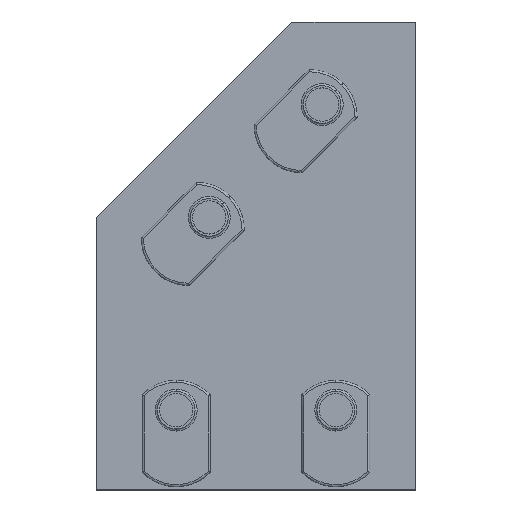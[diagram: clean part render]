
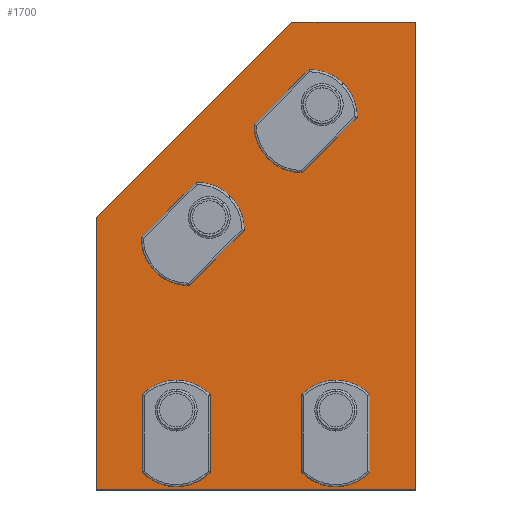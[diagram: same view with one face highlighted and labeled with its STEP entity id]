
A CAD part, top view. The second image highlights one B-rep face of the part: STEP entity #1700.
In plain terms, the highlighted planar face has unit normal (0, 0, 1).
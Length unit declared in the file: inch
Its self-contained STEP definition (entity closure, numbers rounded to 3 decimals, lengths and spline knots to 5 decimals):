
#9 = EDGE_CURVE ( 'NONE', #1899, #34, #170, .T. ) ;
#15 = EDGE_CURVE ( 'NONE', #650, #2090, #209, .T. ) ;
#26 = VERTEX_POINT ( 'NONE', #286 ) ;
#34 = VERTEX_POINT ( 'NONE', #325 ) ;
#37 = EDGE_LOOP ( 'NONE', ( #1959, #1862, #1352, #840, #364 ) ) ;
#51 = ORIENTED_EDGE ( 'NONE', *, *, #296, .F. ) ;
#76 = EDGE_CURVE ( 'NONE', #1912, #2073, #861, .T. ) ;
#94 = ORIENTED_EDGE ( 'NONE', *, *, #76, .F. ) ;
#117 = EDGE_LOOP ( 'NONE', ( #94, #51 ) ) ;
#162 = ORIENTED_EDGE ( 'NONE', *, *, #9, .F. ) ;
#170 = CIRCLE ( 'NONE', #171, 0.164 ) ;
#171 = AXIS2_PLACEMENT_3D ( 'NONE', #172, #173, #174 ) ;
#172 = CARTESIAN_POINT ( 'NONE',  ( 2.25, 0.75, 0.25 ) ) ;
#173 = DIRECTION ( 'NONE',  ( 0., 0., 1. ) ) ;
#174 = DIRECTION ( 'NONE',  ( 1., 0., 0. ) ) ;
#209 = LINE ( 'NONE', #210, #211 ) ;
#210 = CARTESIAN_POINT ( 'NONE',  ( 1.83712, 4.39812, 0.25 ) ) ;
#211 = VECTOR ( 'NONE', #213, 39.37008 ) ;
#213 = DIRECTION ( 'NONE',  ( -0.707, -0.707, 0. ) ) ;
#223 = CIRCLE ( 'NONE', #224, 0.164 ) ;
#224 = AXIS2_PLACEMENT_3D ( 'NONE', #225, #226, #227 ) ;
#225 = CARTESIAN_POINT ( 'NONE',  ( 0.75, 0.75, 0.25 ) ) ;
#226 = DIRECTION ( 'NONE',  ( 0., 0., 1. ) ) ;
#227 = DIRECTION ( 'NONE',  ( 1., 0., 0. ) ) ;
#228 = CARTESIAN_POINT ( 'NONE',  ( 0., 2.561, 0.25 ) ) ;
#250 = LINE ( 'NONE', #251, #252 ) ;
#251 = CARTESIAN_POINT ( 'NONE',  ( 0., 2.561, 0.25 ) ) ;
#252 = VECTOR ( 'NONE', #253, 39.37008 ) ;
#253 = DIRECTION ( 'NONE',  ( 0., -1., 0. ) ) ;
#286 = CARTESIAN_POINT ( 'NONE',  ( 0.897, 2.561, 0.25 ) ) ;
#296 = EDGE_CURVE ( 'NONE', #2073, #1912, #223, .T. ) ;
#325 = CARTESIAN_POINT ( 'NONE',  ( 2.414, 0.75, 0.25 ) ) ;
#326 = CIRCLE ( 'NONE', #327, 0.164 ) ;
#327 = AXIS2_PLACEMENT_3D ( 'NONE', #328, #329, #331 ) ;
#328 = CARTESIAN_POINT ( 'NONE',  ( 2.12166, 3.62166, 0.25 ) ) ;
#329 = DIRECTION ( 'NONE',  ( 0., 0., 1. ) ) ;
#331 = DIRECTION ( 'NONE',  ( 1., 0., 0. ) ) ;
#340 = CIRCLE ( 'NONE', #341, 0.164 ) ;
#341 = AXIS2_PLACEMENT_3D ( 'NONE', #342, #343, #344 ) ;
#342 = CARTESIAN_POINT ( 'NONE',  ( 2.25, 0.75, 0.25 ) ) ;
#343 = DIRECTION ( 'NONE',  ( 0., 0., 1. ) ) ;
#344 = DIRECTION ( 'NONE',  ( 1., 0., 0. ) ) ;
#346 = CARTESIAN_POINT ( 'NONE',  ( 1.83712, 4.39812, 0.25 ) ) ;
#364 = ORIENTED_EDGE ( 'NONE', *, *, #15, .T. ) ;
#483 = CARTESIAN_POINT ( 'NONE',  ( 0.914, 0.75, 0.25 ) ) ;
#484 = LINE ( 'NONE', #485, #486 ) ;
#485 = CARTESIAN_POINT ( 'NONE',  ( 3., 0., 0.25 ) ) ;
#486 = VECTOR ( 'NONE', #487, 39.37008 ) ;
#487 = DIRECTION ( 'NONE',  ( 0., 1., 0. ) ) ;
#557 = CIRCLE ( 'NONE', #558, 0.164 ) ;
#558 = AXIS2_PLACEMENT_3D ( 'NONE', #559, #560, #561 ) ;
#559 = CARTESIAN_POINT ( 'NONE',  ( 2.12166, 3.62166, 0.25 ) ) ;
#560 = DIRECTION ( 'NONE',  ( 0., 0., 1. ) ) ;
#561 = DIRECTION ( 'NONE',  ( 1., 0., 0. ) ) ;
#593 = CARTESIAN_POINT ( 'NONE',  ( 3., 0., 0.25 ) ) ;
#628 = CARTESIAN_POINT ( 'NONE',  ( 0., 0., 0.25 ) ) ;
#633 = EDGE_CURVE ( 'NONE', #34, #1899, #340, .T. ) ;
#650 = VERTEX_POINT ( 'NONE', #346 ) ;
#656 = CARTESIAN_POINT ( 'NONE',  ( 3., 4.39812, 0.25 ) ) ;
#781 = CARTESIAN_POINT ( 'NONE',  ( 0.586, 0.75, 0.25 ) ) ;
#830 = CIRCLE ( 'NONE', #831, 0.164 ) ;
#831 = AXIS2_PLACEMENT_3D ( 'NONE', #832, #833, #834 ) ;
#832 = CARTESIAN_POINT ( 'NONE',  ( 1.061, 2.561, 0.25 ) ) ;
#833 = DIRECTION ( 'NONE',  ( 0., 0., 1. ) ) ;
#834 = DIRECTION ( 'NONE',  ( 1., 0., 0. ) ) ;
#840 = ORIENTED_EDGE ( 'NONE', *, *, #1390, .T. ) ;
#861 = CIRCLE ( 'NONE', #862, 0.164 ) ;
#862 = AXIS2_PLACEMENT_3D ( 'NONE', #863, #864, #865 ) ;
#863 = CARTESIAN_POINT ( 'NONE',  ( 0.75, 0.75, 0.25 ) ) ;
#864 = DIRECTION ( 'NONE',  ( 0., 0., 1. ) ) ;
#865 = DIRECTION ( 'NONE',  ( 1., 0., 0. ) ) ;
#899 = LINE ( 'NONE', #900, #901 ) ;
#900 = CARTESIAN_POINT ( 'NONE',  ( 3., 4.39812, 0.25 ) ) ;
#901 = VECTOR ( 'NONE', #902, 39.37008 ) ;
#902 = DIRECTION ( 'NONE',  ( -1., 0., 0. ) ) ;
#948 = ORIENTED_EDGE ( 'NONE', *, *, #2112, .F. ) ;
#962 = CARTESIAN_POINT ( 'NONE',  ( 1.225, 2.561, 0.25 ) ) ;
#984 = ORIENTED_EDGE ( 'NONE', *, *, #633, .F. ) ;
#988 = LINE ( 'NONE', #989, #990 ) ;
#989 = CARTESIAN_POINT ( 'NONE',  ( 0., 0., 0.25 ) ) ;
#990 = VECTOR ( 'NONE', #991, 39.37008 ) ;
#991 = DIRECTION ( 'NONE',  ( 1., 0., 0. ) ) ;
#1018 = FACE_BOUND ( 'NONE', #1462, .T. ) ;
#1019 = FACE_BOUND ( 'NONE', #2060, .T. ) ;
#1020 = FACE_BOUND ( 'NONE', #1979, .T. ) ;
#1024 = FACE_BOUND ( 'NONE', #117, .T. ) ;
#1025 = FACE_OUTER_BOUND ( 'NONE', #37, .T. ) ;
#1026 = PLANE ( 'NONE',  #1027 ) ;
#1027 = AXIS2_PLACEMENT_3D ( 'NONE', #1028, #1029, #1030 ) ;
#1028 = CARTESIAN_POINT ( 'NONE',  ( 0., 0., 0.25 ) ) ;
#1029 = DIRECTION ( 'NONE',  ( 0., 0., 1. ) ) ;
#1030 = DIRECTION ( 'NONE',  ( 1., 0., 0. ) ) ;
#1055 = CIRCLE ( 'NONE', #1056, 0.164 ) ;
#1056 = AXIS2_PLACEMENT_3D ( 'NONE', #1057, #1061, #1062 ) ;
#1057 = CARTESIAN_POINT ( 'NONE',  ( 1.061, 2.561, 0.25 ) ) ;
#1061 = DIRECTION ( 'NONE',  ( 0., 0., 1. ) ) ;
#1062 = DIRECTION ( 'NONE',  ( 1., 0., 0. ) ) ;
#1097 = CARTESIAN_POINT ( 'NONE',  ( 1.95766, 3.62166, 0.25 ) ) ;
#1102 = CARTESIAN_POINT ( 'NONE',  ( 2.28566, 3.62166, 0.25 ) ) ;
#1108 = CARTESIAN_POINT ( 'NONE',  ( 2.086, 0.75, 0.25 ) ) ;
#1352 = ORIENTED_EDGE ( 'NONE', *, *, #1914, .T. ) ;
#1390 = EDGE_CURVE ( 'NONE', #1940, #650, #899, .T. ) ;
#1462 = EDGE_LOOP ( 'NONE', ( #948, #2077 ) ) ;
#1573 = VERTEX_POINT ( 'NONE', #962 ) ;
#1627 = EDGE_CURVE ( 'NONE', #2063, #1937, #988, .T. ) ;
#1700 = ADVANCED_FACE ( 'NONE', ( #1018, #1019, #1020, #1024, #1025 ), #1026, .T. ) ;
#1787 = EDGE_CURVE ( 'NONE', #26, #1573, #1055, .T. ) ;
#1862 = ORIENTED_EDGE ( 'NONE', *, *, #1627, .T. ) ;
#1895 = VERTEX_POINT ( 'NONE', #1102 ) ;
#1899 = VERTEX_POINT ( 'NONE', #1108 ) ;
#1912 = VERTEX_POINT ( 'NONE', #483 ) ;
#1914 = EDGE_CURVE ( 'NONE', #1937, #1940, #484, .T. ) ;
#1931 = EDGE_CURVE ( 'NONE', #2045, #1895, #557, .T. ) ;
#1937 = VERTEX_POINT ( 'NONE', #593 ) ;
#1940 = VERTEX_POINT ( 'NONE', #656 ) ;
#1959 = ORIENTED_EDGE ( 'NONE', *, *, #2098, .T. ) ;
#1979 = EDGE_LOOP ( 'NONE', ( #984, #162 ) ) ;
#1991 = ORIENTED_EDGE ( 'NONE', *, *, #1787, .F. ) ;
#2009 = EDGE_CURVE ( 'NONE', #1573, #26, #830, .T. ) ;
#2032 = ORIENTED_EDGE ( 'NONE', *, *, #2009, .F. ) ;
#2045 = VERTEX_POINT ( 'NONE', #1097 ) ;
#2060 = EDGE_LOOP ( 'NONE', ( #2032, #1991 ) ) ;
#2063 = VERTEX_POINT ( 'NONE', #628 ) ;
#2073 = VERTEX_POINT ( 'NONE', #781 ) ;
#2077 = ORIENTED_EDGE ( 'NONE', *, *, #1931, .F. ) ;
#2090 = VERTEX_POINT ( 'NONE', #228 ) ;
#2098 = EDGE_CURVE ( 'NONE', #2090, #2063, #250, .T. ) ;
#2112 = EDGE_CURVE ( 'NONE', #1895, #2045, #326, .T. ) ;
